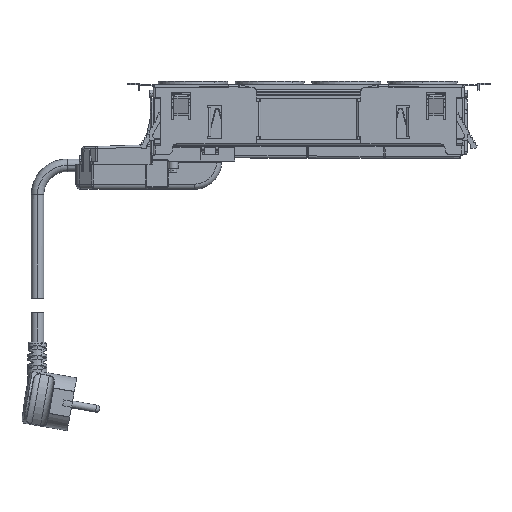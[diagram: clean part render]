
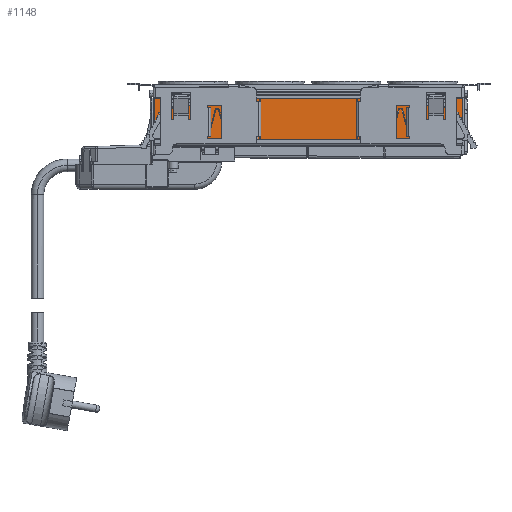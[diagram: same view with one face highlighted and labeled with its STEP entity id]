
A CAD part, front view. The second image highlights one B-rep face of the part: STEP entity #1148.
In plain terms, the highlighted planar face has unit normal (0, -1, 0).
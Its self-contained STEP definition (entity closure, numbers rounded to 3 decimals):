
#1128=AXIS2_PLACEMENT_3D('Plane Axis2P3D',#1125,#1126,#1127) ;
#182=CARTESIAN_POINT('Vertex',(-13.9,-27.4,45.056)) ;
#185=CARTESIAN_POINT('Line Origine',(-13.9,-27.4,60.417)) ;
#189=CARTESIAN_POINT('Vertex',(-13.9,-27.4,75.779)) ;
#1106=CARTESIAN_POINT('Line Origine',(90.5,-27.4,45.056)) ;
#1110=CARTESIAN_POINT('Vertex',(194.9,-27.4,45.056)) ;
#1125=CARTESIAN_POINT('Axis2P3D Location',(-13.9,-27.4,84.756)) ;
#1130=CARTESIAN_POINT('Line Origine',(90.5,-27.4,75.779)) ;
#1134=CARTESIAN_POINT('Vertex',(194.9,-27.4,75.779)) ;
#1137=CARTESIAN_POINT('Line Origine',(194.9,-27.4,60.417)) ;
#186=DIRECTION('Vector Direction',(0.,0.,-1.)) ;
#1107=DIRECTION('Vector Direction',(1.,0.,0.)) ;
#1126=DIRECTION('Axis2P3D Direction',(0.,-1.,0.)) ;
#1127=DIRECTION('Axis2P3D XDirection',(0.,0.,-1.)) ;
#1131=DIRECTION('Vector Direction',(1.,0.,0.)) ;
#1138=DIRECTION('Vector Direction',(0.,0.,-1.)) ;
#187=VECTOR('Line Direction',#186,1.) ;
#1108=VECTOR('Line Direction',#1107,1.) ;
#1132=VECTOR('Line Direction',#1131,1.) ;
#1139=VECTOR('Line Direction',#1138,1.) ;
#1143=ORIENTED_EDGE('',*,*,#1136,.F.) ;
#1144=ORIENTED_EDGE('',*,*,#191,.T.) ;
#1145=ORIENTED_EDGE('',*,*,#1112,.T.) ;
#1146=ORIENTED_EDGE('',*,*,#1141,.F.) ;
#1148=ADVANCED_FACE('DISQ IN 2 POSTES.1\\D010350.1\\Corps principal',(#1147),#1129,.T.) ;
#191=EDGE_CURVE('',#190,#183,#188,.T.) ;
#1112=EDGE_CURVE('',#183,#1111,#1109,.T.) ;
#1136=EDGE_CURVE('',#190,#1135,#1133,.T.) ;
#1141=EDGE_CURVE('',#1135,#1111,#1140,.T.) ;
#1142=EDGE_LOOP('',(#1143,#1144,#1145,#1146)) ;
#1147=FACE_OUTER_BOUND('',#1142,.T.) ;
#188=LINE('Line',#185,#187) ;
#1109=LINE('Line',#1106,#1108) ;
#1133=LINE('Line',#1130,#1132) ;
#1140=LINE('Line',#1137,#1139) ;
#1129=PLANE('',#1128) ;
#183=VERTEX_POINT('',#182) ;
#190=VERTEX_POINT('',#189) ;
#1111=VERTEX_POINT('',#1110) ;
#1135=VERTEX_POINT('',#1134) ;
